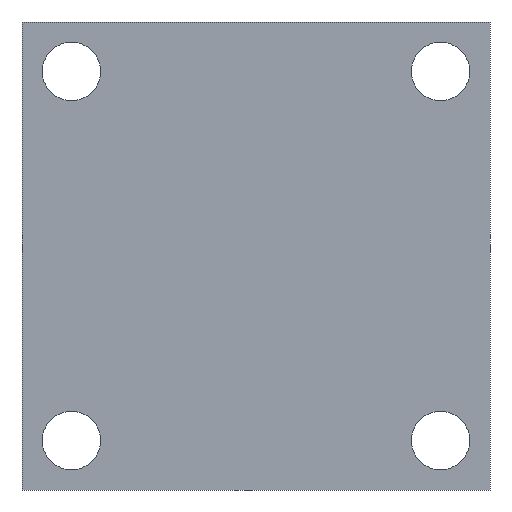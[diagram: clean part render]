
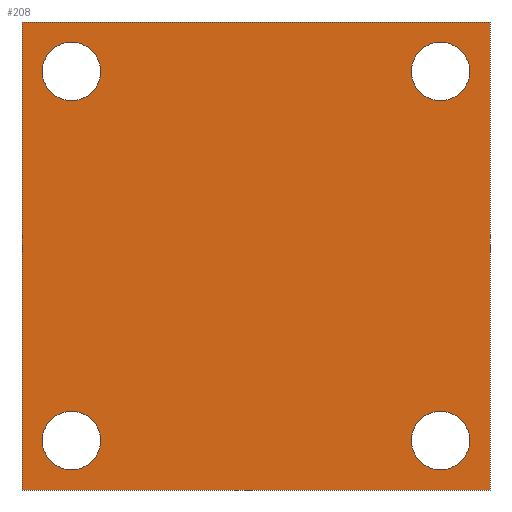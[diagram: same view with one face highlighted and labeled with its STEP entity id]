
A CAD part, left-side view. The second image highlights one B-rep face of the part: STEP entity #208.
In plain terms, the highlighted planar face has unit normal (-1, 0, 0).
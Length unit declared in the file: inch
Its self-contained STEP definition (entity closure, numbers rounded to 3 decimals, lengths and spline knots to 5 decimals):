
#33 = DIRECTION ( 'NONE',  ( 0., 0., -1. ) ) ;
#42 = DIRECTION ( 'NONE',  ( 1., 0., 0. ) ) ;
#50 = CARTESIAN_POINT ( 'NONE',  ( -0.94, 0.69, -0.69 ) ) ;
#78 = DIRECTION ( 'NONE',  ( 0., 0., -1. ) ) ;
#82 = DIRECTION ( 'NONE',  ( 1., 0., 0. ) ) ;
#95 = PLANE ( 'NONE',  #1614 ) ;
#121 = LINE ( 'NONE', #2071, #142 ) ;
#124 = DIRECTION ( 'NONE',  ( 0., -1., 0. ) ) ;
#138 = EDGE_CURVE ( 'NONE', #1358, #2340, #1895, .T. ) ;
#142 = VECTOR ( 'NONE', #2260, 39.37008 ) ;
#151 = CARTESIAN_POINT ( 'NONE',  ( -0.94, 0.69, -0.5806 ) ) ;
#197 = VECTOR ( 'NONE', #942, 39.37008 ) ;
#208 = ADVANCED_FACE ( 'PLANAR_6', ( #1851, #1837, #1846, #1950, #1854 ), #95, .F. ) ;
#213 = EDGE_CURVE ( 'NONE', #2313, #297, #1896, .T. ) ;
#232 = CARTESIAN_POINT ( 'NONE',  ( -0.94, 0.69, -0.7994 ) ) ;
#285 = CARTESIAN_POINT ( 'NONE',  ( -0.94, 0.875, 0.875 ) ) ;
#294 = DIRECTION ( 'NONE',  ( 0., 0., -1. ) ) ;
#297 = VERTEX_POINT ( 'NONE', #151 ) ;
#300 = DIRECTION ( 'NONE',  ( 1., 0., 0. ) ) ;
#308 = CARTESIAN_POINT ( 'NONE',  ( -0.94, -0.69, 0.69 ) ) ;
#335 = CIRCLE ( 'NONE', #382, 0.1094 ) ;
#371 = AXIS2_PLACEMENT_3D ( 'NONE', #1802, #1474, #1289 ) ;
#375 = DIRECTION ( 'NONE',  ( 1., 0., 0. ) ) ;
#382 = AXIS2_PLACEMENT_3D ( 'NONE', #955, #2230, #2247 ) ;
#408 = EDGE_CURVE ( 'NONE', #297, #2313, #989, .T. ) ;
#430 = CIRCLE ( 'NONE', #767, 0.1094 ) ;
#444 = LINE ( 'NONE', #2218, #197 ) ;
#449 = CARTESIAN_POINT ( 'NONE',  ( -0.94, -0.69, -0.7994 ) ) ;
#490 = CIRCLE ( 'NONE', #1128, 0.1094 ) ;
#498 = VECTOR ( 'NONE', #124, 39.37008 ) ;
#501 = LINE ( 'NONE', #2365, #498 ) ;
#566 = EDGE_CURVE ( 'NONE', #1469, #1983, #921, .T. ) ;
#593 = LINE ( 'NONE', #1130, #594 ) ;
#594 = VECTOR ( 'NONE', #944, 39.37008 ) ;
#717 = EDGE_CURVE ( 'NONE', #1983, #1469, #838, .T. ) ;
#726 = CARTESIAN_POINT ( 'NONE',  ( -0.94, 0.69, 0.69 ) ) ;
#767 = AXIS2_PLACEMENT_3D ( 'NONE', #1504, #375, #1665 ) ;
#838 = CIRCLE ( 'NONE', #371, 0.1094 ) ;
#893 = AXIS2_PLACEMENT_3D ( 'NONE', #1110, #1271, #1141 ) ;
#921 = CIRCLE ( 'NONE', #893, 0.1094 ) ;
#936 = DIRECTION ( 'NONE',  ( 0., 0., -1. ) ) ;
#942 = DIRECTION ( 'NONE',  ( 0., -1., 0. ) ) ;
#944 = DIRECTION ( 'NONE',  ( 0., 0., -1. ) ) ;
#955 = CARTESIAN_POINT ( 'NONE',  ( -0.94, -0.69, 0.69 ) ) ;
#989 = CIRCLE ( 'NONE', #1343, 0.1094 ) ;
#1021 = CARTESIAN_POINT ( 'NONE',  ( -0.94, -0.69, 0.7994 ) ) ;
#1034 = CARTESIAN_POINT ( 'NONE',  ( -0.94, -0.69, 0.5806 ) ) ;
#1041 = VERTEX_POINT ( 'NONE', #1134 ) ;
#1110 = CARTESIAN_POINT ( 'NONE',  ( -0.94, -0.69, -0.69 ) ) ;
#1128 = AXIS2_PLACEMENT_3D ( 'NONE', #726, #2024, #936 ) ;
#1130 = CARTESIAN_POINT ( 'NONE',  ( -0.94, -0.875, 0.875 ) ) ;
#1134 = CARTESIAN_POINT ( 'NONE',  ( -0.94, 0.69, 0.5806 ) ) ;
#1141 = DIRECTION ( 'NONE',  ( 0., 0., -1. ) ) ;
#1160 = ORIENTED_EDGE ( 'NONE', *, *, #408, .T. ) ;
#1212 = ORIENTED_EDGE ( 'NONE', *, *, #1616, .T. ) ;
#1271 = DIRECTION ( 'NONE',  ( 1., 0., 0. ) ) ;
#1289 = DIRECTION ( 'NONE',  ( 0., 0., -1. ) ) ;
#1291 = CARTESIAN_POINT ( 'NONE',  ( -0.94, 0.69, -0.69 ) ) ;
#1343 = AXIS2_PLACEMENT_3D ( 'NONE', #1291, #2221, #1463 ) ;
#1358 = VERTEX_POINT ( 'NONE', #1021 ) ;
#1368 = CARTESIAN_POINT ( 'NONE',  ( -0.94, -0.875, -0.875 ) ) ;
#1378 = EDGE_CURVE ( 'NONE', #2154, #2271, #501, .T. ) ;
#1415 = ORIENTED_EDGE ( 'NONE', *, *, #566, .T. ) ;
#1425 = ORIENTED_EDGE ( 'NONE', *, *, #1435, .T. ) ;
#1435 = EDGE_CURVE ( 'NONE', #1529, #1041, #490, .T. ) ;
#1455 = EDGE_CURVE ( 'NONE', #1960, #2271, #593, .T. ) ;
#1463 = DIRECTION ( 'NONE',  ( 0., 0., -1. ) ) ;
#1469 = VERTEX_POINT ( 'NONE', #1491 ) ;
#1474 = DIRECTION ( 'NONE',  ( 1., 0., 0. ) ) ;
#1476 = ORIENTED_EDGE ( 'NONE', *, *, #2223, .T. ) ;
#1491 = CARTESIAN_POINT ( 'NONE',  ( -0.94, -0.69, -0.5806 ) ) ;
#1504 = CARTESIAN_POINT ( 'NONE',  ( -0.94, 0.69, 0.69 ) ) ;
#1513 = ORIENTED_EDGE ( 'NONE', *, *, #1455, .F. ) ;
#1529 = VERTEX_POINT ( 'NONE', #2235 ) ;
#1606 = EDGE_CURVE ( 'NONE', #2019, #1960, #444, .T. ) ;
#1614 = AXIS2_PLACEMENT_3D ( 'NONE', #285, #82, #78 ) ;
#1616 = EDGE_CURVE ( 'NONE', #1041, #1529, #430, .T. ) ;
#1623 = AXIS2_PLACEMENT_3D ( 'NONE', #50, #42, #33 ) ;
#1654 = ORIENTED_EDGE ( 'NONE', *, *, #213, .T. ) ;
#1665 = DIRECTION ( 'NONE',  ( 0., 0., -1. ) ) ;
#1668 = ORIENTED_EDGE ( 'NONE', *, *, #1606, .F. ) ;
#1743 = CARTESIAN_POINT ( 'NONE',  ( -0.94, 0.875, 0.875 ) ) ;
#1747 = AXIS2_PLACEMENT_3D ( 'NONE', #308, #300, #294 ) ;
#1802 = CARTESIAN_POINT ( 'NONE',  ( -0.94, -0.69, -0.69 ) ) ;
#1805 = ORIENTED_EDGE ( 'NONE', *, *, #717, .T. ) ;
#1837 = FACE_BOUND ( 'NONE', #2043, .T. ) ;
#1846 = FACE_BOUND ( 'NONE', #1954, .T. ) ;
#1850 = EDGE_CURVE ( 'NONE', #2340, #1358, #335, .T. ) ;
#1851 = FACE_BOUND ( 'NONE', #2268, .T. ) ;
#1854 = FACE_OUTER_BOUND ( 'NONE', #2171, .T. ) ;
#1888 = ORIENTED_EDGE ( 'NONE', *, *, #138, .T. ) ;
#1895 = CIRCLE ( 'NONE', #1747, 0.1094 ) ;
#1896 = CIRCLE ( 'NONE', #1623, 0.1094 ) ;
#1950 = FACE_BOUND ( 'NONE', #2074, .T. ) ;
#1954 = EDGE_LOOP ( 'NONE', ( #1212, #1425 ) ) ;
#1960 = VERTEX_POINT ( 'NONE', #2104 ) ;
#1983 = VERTEX_POINT ( 'NONE', #449 ) ;
#2011 = ORIENTED_EDGE ( 'NONE', *, *, #1378, .T. ) ;
#2019 = VERTEX_POINT ( 'NONE', #1743 ) ;
#2024 = DIRECTION ( 'NONE',  ( 1., 0., 0. ) ) ;
#2043 = EDGE_LOOP ( 'NONE', ( #1805, #1415 ) ) ;
#2069 = ORIENTED_EDGE ( 'NONE', *, *, #1850, .T. ) ;
#2071 = CARTESIAN_POINT ( 'NONE',  ( -0.94, 0.875, 0.875 ) ) ;
#2074 = EDGE_LOOP ( 'NONE', ( #1654, #1160 ) ) ;
#2104 = CARTESIAN_POINT ( 'NONE',  ( -0.94, -0.875, 0.875 ) ) ;
#2154 = VERTEX_POINT ( 'NONE', #2156 ) ;
#2156 = CARTESIAN_POINT ( 'NONE',  ( -0.94, 0.875, -0.875 ) ) ;
#2171 = EDGE_LOOP ( 'NONE', ( #1476, #2011, #1513, #1668 ) ) ;
#2218 = CARTESIAN_POINT ( 'NONE',  ( -0.94, 0.875, 0.875 ) ) ;
#2221 = DIRECTION ( 'NONE',  ( 1., 0., 0. ) ) ;
#2223 = EDGE_CURVE ( 'NONE', #2019, #2154, #121, .T. ) ;
#2230 = DIRECTION ( 'NONE',  ( 1., 0., 0. ) ) ;
#2235 = CARTESIAN_POINT ( 'NONE',  ( -0.94, 0.69, 0.7994 ) ) ;
#2247 = DIRECTION ( 'NONE',  ( 0., 0., -1. ) ) ;
#2260 = DIRECTION ( 'NONE',  ( 0., 0., -1. ) ) ;
#2268 = EDGE_LOOP ( 'NONE', ( #2069, #1888 ) ) ;
#2271 = VERTEX_POINT ( 'NONE', #1368 ) ;
#2313 = VERTEX_POINT ( 'NONE', #232 ) ;
#2340 = VERTEX_POINT ( 'NONE', #1034 ) ;
#2365 = CARTESIAN_POINT ( 'NONE',  ( -0.94, 0.875, -0.875 ) ) ;
